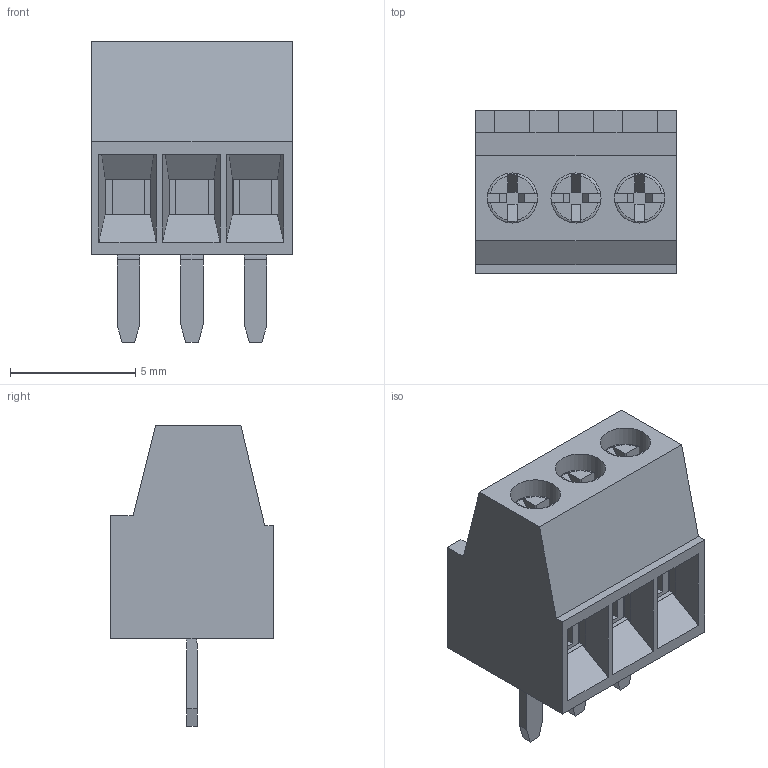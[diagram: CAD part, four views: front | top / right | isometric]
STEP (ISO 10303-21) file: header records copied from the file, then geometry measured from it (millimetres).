
FILE_DESCRIPTION(/* description */ ('Unknown'),/* implementation_level */ '2;1');
FILE_NAME(/* name */ '691210910003',/* time_stamp */ '2017-07-03T14:49:57+02:00',/* author */ ('Unknown'),/* organization */ ('Unknown'),/* preprocessor_version */ 'ST-DEVELOPER v16.7',/* originating_system */ 'DEX',/* authorisation */ $);
FILE_SCHEMA (('AUTOMOTIVE_DESIGN {1 0 10303 214 3 1 1}'));
Length unit declared in the file: millimetre
Products named in the file (5): 6912109100xx; 691210910003; 6912109100xx_CAGE; 6912109100xx_PIN; 6912109100xx_VIS
Assembly tree (10 placements, depth 2):
  6912109100xx
    691210910003
    6912109100xx_CAGE  x3
    6912109100xx_PIN  x3
    6912109100xx_VIS  x3
Bounding box: 8.02 x 6.5 x 12 mm (x, y, z)
Volume: 262.7 mm3; surface area: 1023.2 mm2
Topology: 10 solids, 10 shells, 352 faces, 942 edges, 610 vertices
Faces by surface type: plane 307, cylinder 33, torus 9, cone 3
Full cylindrical faces by diameter (mm): 1.5 x6, 1.7 x3, 2 x3, 2.1 x3
Entity records: 6755 total; most frequent: CARTESIAN_POINT 1146, ORIENTED_EDGE 1086, DIRECTION 1003, EDGE_CURVE 543, LINE 489, VECTOR 489, VERTEX_POINT 360, AXIS2_PLACEMENT_3D 257
